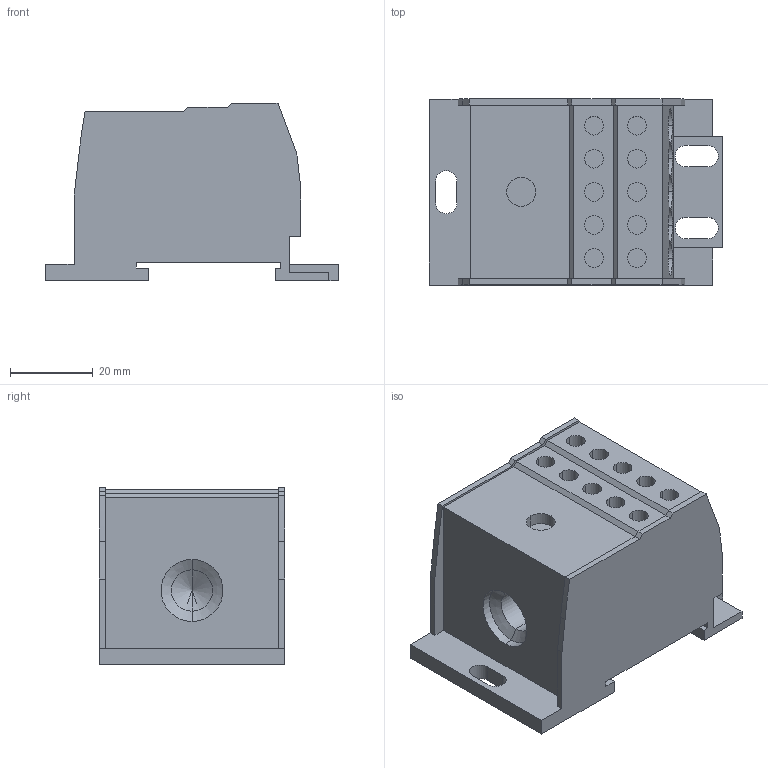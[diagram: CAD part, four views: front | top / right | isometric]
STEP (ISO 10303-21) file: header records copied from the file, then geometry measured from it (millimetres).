
FILE_DESCRIPTION (( 'STEP AP203' ), '1' );
FILE_NAME ('38676.step', '2024-07-23T19:31:02', ( '' ), ( '' ), 'SwSTEP 2.0', 'SolidWorks 2023', '' );
FILE_SCHEMA (( 'CONFIG_CONTROL_DESIGN' ));
Length unit declared in the file: inch
Products named in the file (1): 38676
Bounding box: 71 x 45 x 43 mm (x, y, z)
Volume: 73218.7 mm3; surface area: 20598.5 mm2
Topology: 1 solids, 4 shells, 235 faces, 611 edges, 375 vertices
Faces by surface type: plane 99, cylinder 92, cone 44
Entity records: 7129 total; most frequent: CARTESIAN_POINT 1360, DIRECTION 1219, ORIENTED_EDGE 1178, EDGE_CURVE 589, AXIS2_PLACEMENT_3D 436, VERTEX_POINT 375, LINE 347, VECTOR 347
